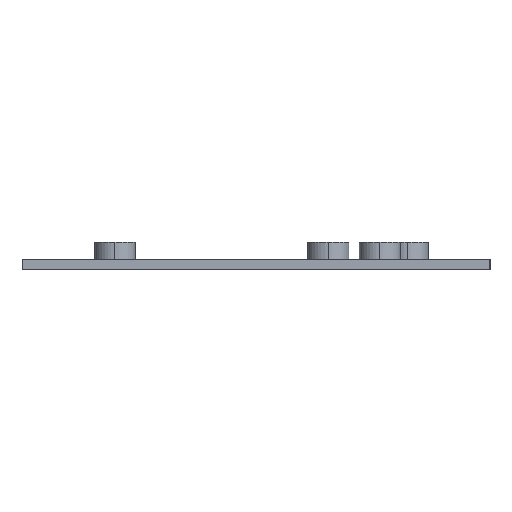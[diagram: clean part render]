
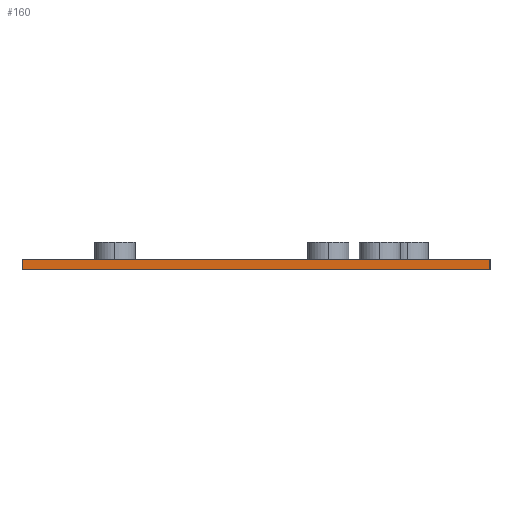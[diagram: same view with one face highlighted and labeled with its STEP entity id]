
A CAD part, left-side view. The second image highlights one B-rep face of the part: STEP entity #160.
In plain terms, the highlighted planar face has unit normal (-1, 0, 0).
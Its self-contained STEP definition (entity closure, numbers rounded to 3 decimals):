
#57 = DIRECTION ( 'NONE',  ( 0., -1., 0. ) ) ;
#96 = CARTESIAN_POINT ( 'NONE',  ( -97.5, 0., 1.5 ) ) ;
#104 = LINE ( 'NONE', #96, #1774 ) ;
#120 = EDGE_LOOP ( 'NONE', ( #964, #624, #1784, #732 ) ) ;
#160 = ADVANCED_FACE ( 'NONE', ( #1748 ), #825, .T. ) ;
#185 = CARTESIAN_POINT ( 'NONE',  ( -97.5, 68., -1.5 ) ) ;
#425 = CARTESIAN_POINT ( 'NONE',  ( -97.5, -68., 1.5 ) ) ;
#435 = VECTOR ( 'NONE', #1954, 1000. ) ;
#506 = AXIS2_PLACEMENT_3D ( 'NONE', #1447, #1908, #1758 ) ;
#624 = ORIENTED_EDGE ( 'NONE', *, *, #1160, .F. ) ;
#652 = LINE ( 'NONE', #1459, #1932 ) ;
#677 = VERTEX_POINT ( 'NONE', #185 ) ;
#732 = ORIENTED_EDGE ( 'NONE', *, *, #1693, .T. ) ;
#778 = CARTESIAN_POINT ( 'NONE',  ( -97.5, -68., -1.5 ) ) ;
#825 = PLANE ( 'NONE',  #506 ) ;
#964 = ORIENTED_EDGE ( 'NONE', *, *, #1789, .T. ) ;
#977 = VERTEX_POINT ( 'NONE', #778 ) ;
#993 = VERTEX_POINT ( 'NONE', #425 ) ;
#1145 = DIRECTION ( 'NONE',  ( 0., 0., 1. ) ) ;
#1160 = EDGE_CURVE ( 'NONE', #1390, #993, #104, .T. ) ;
#1296 = LINE ( 'NONE', #1739, #1614 ) ;
#1315 = CARTESIAN_POINT ( 'NONE',  ( -97.5, 68., -1.5 ) ) ;
#1390 = VERTEX_POINT ( 'NONE', #1682 ) ;
#1447 = CARTESIAN_POINT ( 'NONE',  ( -97.5, 0., -1.5 ) ) ;
#1459 = CARTESIAN_POINT ( 'NONE',  ( -97.5, 0., -1.5 ) ) ;
#1508 = DIRECTION ( 'NONE',  ( 0., -1., 0. ) ) ;
#1614 = VECTOR ( 'NONE', #1145, 1000. ) ;
#1682 = CARTESIAN_POINT ( 'NONE',  ( -97.5, 68., 1.5 ) ) ;
#1693 = EDGE_CURVE ( 'NONE', #677, #977, #652, .T. ) ;
#1739 = CARTESIAN_POINT ( 'NONE',  ( -97.5, -68., -1.5 ) ) ;
#1748 = FACE_OUTER_BOUND ( 'NONE', #120, .T. ) ;
#1758 = DIRECTION ( 'NONE',  ( 0., 0., 1. ) ) ;
#1774 = VECTOR ( 'NONE', #1508, 1000. ) ;
#1784 = ORIENTED_EDGE ( 'NONE', *, *, #1964, .F. ) ;
#1789 = EDGE_CURVE ( 'NONE', #977, #993, #1296, .T. ) ;
#1908 = DIRECTION ( 'NONE',  ( -1., 0., 0. ) ) ;
#1932 = VECTOR ( 'NONE', #57, 1000. ) ;
#1954 = DIRECTION ( 'NONE',  ( 0., 0., 1. ) ) ;
#1962 = LINE ( 'NONE', #1315, #435 ) ;
#1964 = EDGE_CURVE ( 'NONE', #677, #1390, #1962, .T. ) ;
